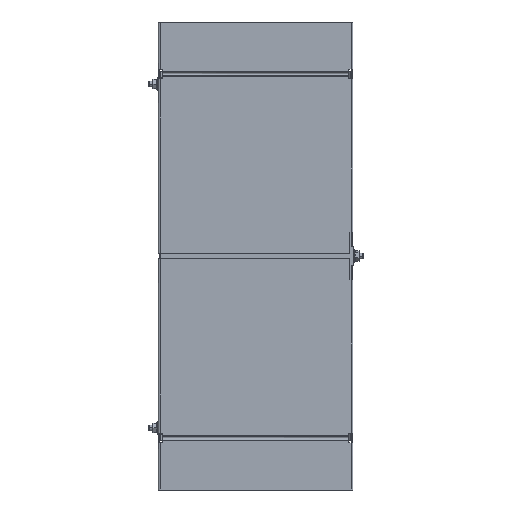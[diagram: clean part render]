
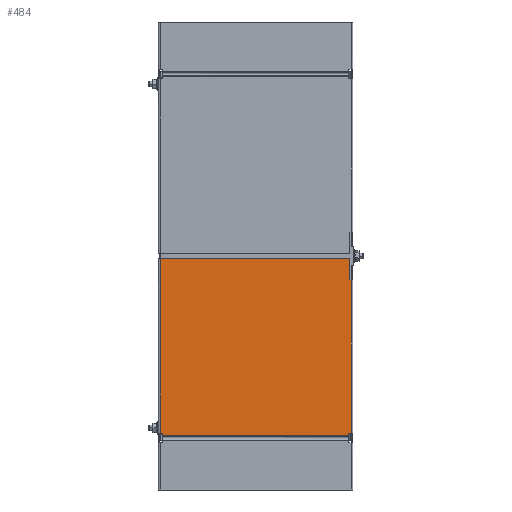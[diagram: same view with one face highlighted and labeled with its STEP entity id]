
A CAD part, front view. The second image highlights one B-rep face of the part: STEP entity #484.
In plain terms, the highlighted planar face has unit normal (0, -1, 0).
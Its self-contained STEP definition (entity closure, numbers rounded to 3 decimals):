
#484=ADVANCED_FACE('',(#1001),#8259,.T.);
#1001=FACE_OUTER_BOUND('',#1539,.T.);
#1539=EDGE_LOOP('',(#3467,#3468,#3469,#3470,#3471,#3472,#3473,#3474,#3475,
#3476,#3477));
#3467=ORIENTED_EDGE('',*,*,#5287,.T.);
#3468=ORIENTED_EDGE('',*,*,#5288,.T.);
#3469=ORIENTED_EDGE('',*,*,#5289,.T.);
#3470=ORIENTED_EDGE('',*,*,#5290,.T.);
#3471=ORIENTED_EDGE('',*,*,#5276,.F.);
#3472=ORIENTED_EDGE('',*,*,#5281,.F.);
#3473=ORIENTED_EDGE('',*,*,#5293,.F.);
#3474=ORIENTED_EDGE('',*,*,#5283,.F.);
#3475=ORIENTED_EDGE('',*,*,#5291,.T.);
#3476=ORIENTED_EDGE('',*,*,#5292,.T.);
#3477=ORIENTED_EDGE('',*,*,#5286,.F.);
#5276=EDGE_CURVE('',#7597,#7598,#6803,.T.);
#5281=EDGE_CURVE('',#7601,#7597,#6143,.T.);
#5283=EDGE_CURVE('',#7604,#7605,#6145,.T.);
#5286=EDGE_CURVE('',#7610,#7611,#6148,.T.);
#5287=EDGE_CURVE('',#7610,#7612,#6806,.T.);
#5288=EDGE_CURVE('',#7612,#7613,#6807,.T.);
#5289=EDGE_CURVE('',#7613,#7614,#6808,.T.);
#5290=EDGE_CURVE('',#7614,#7598,#6809,.T.);
#5291=EDGE_CURVE('',#7604,#7615,#6810,.T.);
#5292=EDGE_CURVE('',#7615,#7611,#6811,.T.);
#5293=EDGE_CURVE('',#7605,#7601,#6812,.T.);
#6143=(
BOUNDED_CURVE()
B_SPLINE_CURVE(2,(#18414,#18415,#18416),.UNSPECIFIED.,.F.,.F.)
B_SPLINE_CURVE_WITH_KNOTS((3,3),(-1.571,0.),.UNSPECIFIED.)
CURVE()
GEOMETRIC_REPRESENTATION_ITEM()
RATIONAL_B_SPLINE_CURVE((1.,0.707,1.))
REPRESENTATION_ITEM('')
);
#6145=(
BOUNDED_CURVE()
B_SPLINE_CURVE(1,(#18419,#18420),.UNSPECIFIED.,.F.,.F.)
B_SPLINE_CURVE_WITH_KNOTS((2,2),(0.,108.),.UNSPECIFIED.)
CURVE()
GEOMETRIC_REPRESENTATION_ITEM()
RATIONAL_B_SPLINE_CURVE((1.,1.))
REPRESENTATION_ITEM('')
);
#6148=(
BOUNDED_CURVE()
B_SPLINE_CURVE(1,(#18425,#18426),.UNSPECIFIED.,.F.,.F.)
B_SPLINE_CURVE_WITH_KNOTS((2,2),(0.,95.4),.UNSPECIFIED.)
CURVE()
GEOMETRIC_REPRESENTATION_ITEM()
RATIONAL_B_SPLINE_CURVE((1.,1.))
REPRESENTATION_ITEM('')
);
#6803=B_SPLINE_CURVE_WITH_KNOTS('',1,(#18403,#18404),.UNSPECIFIED.,.F.,
 .F.,(2,2),(-21.5,0.),.UNSPECIFIED.);
#6806=B_SPLINE_CURVE_WITH_KNOTS('',1,(#18427,#18428),.UNSPECIFIED.,.F.,
 .F.,(2,2),(0.,2.172),.UNSPECIFIED.);
#6807=B_SPLINE_CURVE_WITH_KNOTS('',1,(#18429,#18430),.UNSPECIFIED.,.F.,
 .F.,(2,2),(0.,2.3),.UNSPECIFIED.);
#6808=B_SPLINE_CURVE_WITH_KNOTS('',1,(#18431,#18432),.UNSPECIFIED.,.F.,
 .F.,(2,2),(-85.5,0.),.UNSPECIFIED.);
#6809=B_SPLINE_CURVE_WITH_KNOTS('',1,(#18433,#18434),.UNSPECIFIED.,.F.,
 .F.,(2,2),(0.,2.),.UNSPECIFIED.);
#6810=B_SPLINE_CURVE_WITH_KNOTS('',1,(#18435,#18436),.UNSPECIFIED.,.F.,
 .F.,(2,2),(0.,2.3),.UNSPECIFIED.);
#6811=B_SPLINE_CURVE_WITH_KNOTS('',1,(#18437,#18438),.UNSPECIFIED.,.F.,
 .F.,(2,2),(0.,2.172),.UNSPECIFIED.);
#6812=B_SPLINE_CURVE_WITH_KNOTS('',1,(#18439,#18440),.UNSPECIFIED.,.F.,
 .F.,(2,2),(0.,97.),.UNSPECIFIED.);
#7597=VERTEX_POINT('',#17391);
#7598=VERTEX_POINT('',#17392);
#7601=VERTEX_POINT('',#17395);
#7604=VERTEX_POINT('',#17398);
#7605=VERTEX_POINT('',#17399);
#7610=VERTEX_POINT('',#17404);
#7611=VERTEX_POINT('',#17405);
#7612=VERTEX_POINT('',#17406);
#7613=VERTEX_POINT('',#17407);
#7614=VERTEX_POINT('',#17408);
#7615=VERTEX_POINT('',#17409);
#8259=PLANE('',#8553);
#8553=AXIS2_PLACEMENT_3D('',#16614,#8813,$);
#8813=DIRECTION('',(0.,-1.,0.));
#16614=CARTESIAN_POINT('',(-120.001,-1.,261.018));
#17391=CARTESIAN_POINT('',(98.,-1.,241.5));
#17392=CARTESIAN_POINT('',(98.,-1.,220.));
#17395=CARTESIAN_POINT('',(97.,-1.,242.5));
#17398=CARTESIAN_POINT('',(-100.,-1.,59.5));
#17399=CARTESIAN_POINT('',(-100.,-1.,242.5));
#17404=CARTESIAN_POINT('',(97.7,-1.,57.328));
#17405=CARTESIAN_POINT('',(-97.7,-1.,57.328));
#17406=CARTESIAN_POINT('',(97.7,-1.,59.5));
#17407=CARTESIAN_POINT('',(100.,-1.,59.5));
#17408=CARTESIAN_POINT('',(100.,-1.,220.));
#17409=CARTESIAN_POINT('',(-97.7,-1.,59.5));
#18403=CARTESIAN_POINT('',(98.,-1.,241.5));
#18404=CARTESIAN_POINT('',(98.,-1.,220.));
#18414=CARTESIAN_POINT('',(97.,-1.,242.5));
#18415=CARTESIAN_POINT('',(98.,-1.,242.5));
#18416=CARTESIAN_POINT('',(98.,-1.,241.5));
#18419=CARTESIAN_POINT('',(-100.,-1.,59.5));
#18420=CARTESIAN_POINT('',(-100.,-1.,242.5));
#18425=CARTESIAN_POINT('',(97.7,-1.,57.328));
#18426=CARTESIAN_POINT('',(-97.7,-1.,57.328));
#18427=CARTESIAN_POINT('',(97.7,-1.,57.328));
#18428=CARTESIAN_POINT('',(97.7,-1.,59.5));
#18429=CARTESIAN_POINT('',(97.7,-1.,59.5));
#18430=CARTESIAN_POINT('',(100.,-1.,59.5));
#18431=CARTESIAN_POINT('',(100.,-1.,59.5));
#18432=CARTESIAN_POINT('',(100.,-1.,220.));
#18433=CARTESIAN_POINT('',(100.,-1.,220.));
#18434=CARTESIAN_POINT('',(98.,-1.,220.));
#18435=CARTESIAN_POINT('',(-100.,-1.,59.5));
#18436=CARTESIAN_POINT('',(-97.7,-1.,59.5));
#18437=CARTESIAN_POINT('',(-97.7,-1.,59.5));
#18438=CARTESIAN_POINT('',(-97.7,-1.,57.328));
#18439=CARTESIAN_POINT('',(-100.,-1.,242.5));
#18440=CARTESIAN_POINT('',(97.,-1.,242.5));
